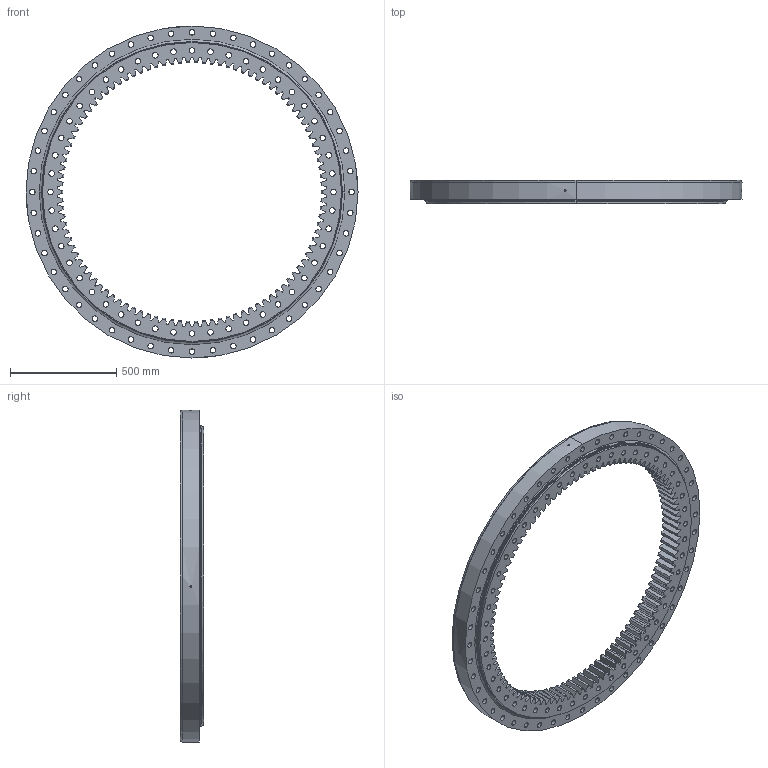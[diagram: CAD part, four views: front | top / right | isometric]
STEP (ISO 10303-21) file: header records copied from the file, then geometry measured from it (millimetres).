
FILE_DESCRIPTION (( 'STEP AP203' ), '1' );
FILE_NAME ('02-1415-00.STEP', '2017-12-26T13:13:52', ( 'defontaine' ), ( 'Hewlett-Packard Company' ), 'SwSTEP 2.0', 'SolidWorks 2016', '' );
FILE_SCHEMA (( 'CONFIG_CONTROL_DESIGN' ));
Length unit declared in the file: millimetre
Products named in the file (1): 02-1415-00
Bounding box: 1560 x 110 x 1560 mm (x, y, z)
Volume: 54501515.8 mm3; surface area: 4648680.8 mm2
Topology: 5 solids, 5 shells, 873 faces, 2560 edges, 1701 vertices
Faces by surface type: cylinder 423, plane 218, cone 212, torus 18, sphere 2
Entity records: 30778 total; most frequent: CARTESIAN_POINT 6879, ORIENTED_EDGE 5110, DIRECTION 4967, EDGE_CURVE 2555, AXIS2_PLACEMENT_3D 1962, VERTEX_POINT 1698, CIRCLE 1088, EDGE_LOOP 1087
